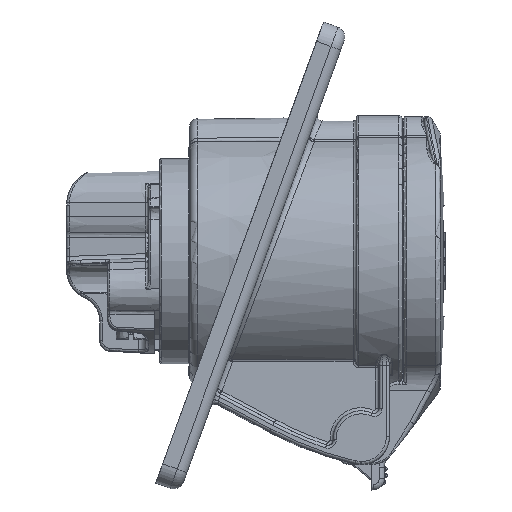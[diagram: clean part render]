
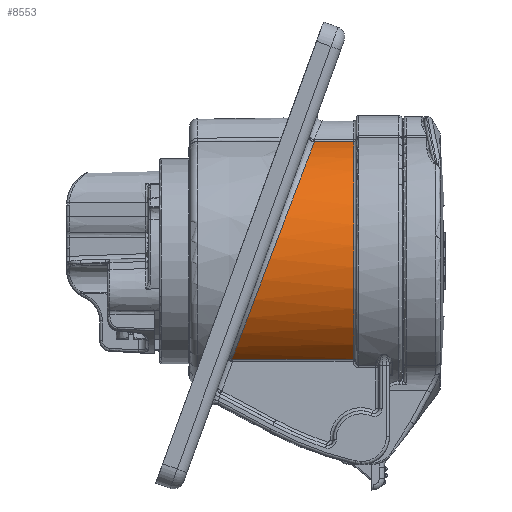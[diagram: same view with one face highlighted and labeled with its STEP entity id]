
A CAD part, left-side view. The second image highlights one B-rep face of the part: STEP entity #8553.
In plain terms, the highlighted cylindrical face has radius 24.05 mm (diameter 48.1 mm), a partial arc.
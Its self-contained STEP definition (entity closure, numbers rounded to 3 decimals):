
#138 = CARTESIAN_POINT ( 'NONE',  ( -33.296, 27.894, -4.903 ) ) ;
#1157 = DIRECTION ( 'NONE',  ( 0., 1., 0. ) ) ;
#1323 = ORIENTED_EDGE ( 'NONE', *, *, #44217, .T. ) ;
#1619 = CARTESIAN_POINT ( 'NONE',  ( -14.583, 9.5, -19.125 ) ) ;
#1962 = CARTESIAN_POINT ( 'NONE',  ( -14.552, 33.294, -19.148 ) ) ;
#5293 = VERTEX_POINT ( 'NONE', #16606 ) ;
#6368 = DIRECTION ( 'NONE',  ( 0., 0., -1. ) ) ;
#8234 = CIRCLE ( 'NONE', #74301, 24.05 ) ;
#8553 = ADVANCED_FACE ( 'NONE', ( #71913 ), #38090, .T. ) ;
#9658 = CARTESIAN_POINT ( 'NONE',  ( -14.537, 33.182, -19.159 ) ) ;
#12422 = VECTOR ( 'NONE', #1157, 1000. ) ;
#13524 = CARTESIAN_POINT ( 'NONE',  ( -14.543, 9.515, -19.155 ) ) ;
#16606 = CARTESIAN_POINT ( 'NONE',  ( -14.537, 9.52, -19.159 ) ) ;
#18981 = CARTESIAN_POINT ( 'NONE',  ( -28.363, 19.167, 18.117 ) ) ;
#21162 = ORIENTED_EDGE ( 'NONE', *, *, #60548, .T. ) ;
#21242 = CARTESIAN_POINT ( 'NONE',  ( -14.596, 9.5, -19.115 ) ) ;
#21836 = VERTEX_POINT ( 'NONE', #24142 ) ;
#24142 = CARTESIAN_POINT ( 'NONE',  ( -5.427, 9.5, 23.43 ) ) ;
#24833 = DIRECTION ( 'NONE',  ( 0., -1., 0. ) ) ;
#26757 = B_SPLINE_CURVE_WITH_KNOTS ( 'NONE', 3,
 ( #33943, #72289, #47794, #9658 ),
 .UNSPECIFIED., .F., .F.,
 ( 4, 4 ),
 ( 0., 0. ),
 .UNSPECIFIED. ) ;
#27793 = VECTOR ( 'NONE', #24833, 1000. ) ;
#29411 =( BOUNDED_CURVE ( )  B_SPLINE_CURVE ( 3, ( #76301, #18981, #138, #44621 ),
 .UNSPECIFIED., .F., .F. ) 
 B_SPLINE_CURVE_WITH_KNOTS ( ( 4, 4 ),
 ( 0.228, 2.492 ),
 .UNSPECIFIED. ) 
 CURVE ( )  GEOMETRIC_REPRESENTATION_ITEM ( )  RATIONAL_B_SPLINE_CURVE ( ( 1., 0.617, 0.617, 1. ) ) 
 REPRESENTATION_ITEM ( '' )  );
#33355 = CARTESIAN_POINT ( 'NONE',  ( -14.55, 9.511, -19.149 ) ) ;
#33391 = EDGE_CURVE ( 'NONE', #35201, #5293, #61640, .T. ) ;
#33943 = CARTESIAN_POINT ( 'NONE',  ( -14.552, 33.294, -19.148 ) ) ;
#35201 = VERTEX_POINT ( 'NONE', #44361 ) ;
#38090 = CYLINDRICAL_SURFACE ( 'NONE', #40833, 24.05 ) ;
#39719 = CARTESIAN_POINT ( 'NONE',  ( -14.569, 9.503, -19.135 ) ) ;
#40833 = AXIS2_PLACEMENT_3D ( 'NONE', #71008, #77382, #45423 ) ;
#44217 = EDGE_CURVE ( 'NONE', #77132, #35201, #26757, .T. ) ;
#44361 = CARTESIAN_POINT ( 'NONE',  ( -14.537, 33.182, -19.159 ) ) ;
#44472 = DIRECTION ( 'NONE',  ( 0., 1., 0. ) ) ;
#44621 = CARTESIAN_POINT ( 'NONE',  ( -14.552, 33.294, -19.148 ) ) ;
#45423 = DIRECTION ( 'NONE',  ( 0., 0., -1. ) ) ;
#46122 = CARTESIAN_POINT ( 'NONE',  ( -14.596, 9.5, -19.115 ) ) ;
#47794 = CARTESIAN_POINT ( 'NONE',  ( -14.537, 33.22, -19.159 ) ) ;
#48286 = CARTESIAN_POINT ( 'NONE',  ( -5.427, 17.153, 23.43 ) ) ;
#51343 = ORIENTED_EDGE ( 'NONE', *, *, #73559, .T. ) ;
#56003 = EDGE_LOOP ( 'NONE', ( #79937, #76709, #21162, #1323, #63773, #51343 ) ) ;
#57547 = VERTEX_POINT ( 'NONE', #21242 ) ;
#60395 = VERTEX_POINT ( 'NONE', #48286 ) ;
#60548 = EDGE_CURVE ( 'NONE', #60395, #77132, #29411, .T. ) ;
#61640 = LINE ( 'NONE', #69094, #27793 ) ;
#63199 = LINE ( 'NONE', #77334, #12422 ) ;
#63773 = ORIENTED_EDGE ( 'NONE', *, *, #33391, .T. ) ;
#65000 = CARTESIAN_POINT ( 'NONE',  ( -14.537, 9.52, -19.159 ) ) ;
#69094 = CARTESIAN_POINT ( 'NONE',  ( -14.537, 108.864, -19.159 ) ) ;
#70761 = EDGE_CURVE ( 'NONE', #21836, #60395, #63199, .T. ) ;
#71008 = CARTESIAN_POINT ( 'NONE',  ( 0., 108.864, 0. ) ) ;
#71913 = FACE_OUTER_BOUND ( 'NONE', #56003, .T. ) ;
#72289 = CARTESIAN_POINT ( 'NONE',  ( -14.542, 33.258, -19.156 ) ) ;
#73486 = EDGE_CURVE ( 'NONE', #57547, #21836, #8234, .T. ) ;
#73559 = EDGE_CURVE ( 'NONE', #5293, #57547, #79925, .T. ) ;
#74301 = AXIS2_PLACEMENT_3D ( 'NONE', #82567, #44472, #6368 ) ;
#76301 = CARTESIAN_POINT ( 'NONE',  ( -5.427, 17.153, 23.43 ) ) ;
#76709 = ORIENTED_EDGE ( 'NONE', *, *, #70761, .T. ) ;
#77132 = VERTEX_POINT ( 'NONE', #1962 ) ;
#77334 = CARTESIAN_POINT ( 'NONE',  ( -5.427, 108.864, 23.43 ) ) ;
#77382 = DIRECTION ( 'NONE',  ( 0., -1., 0. ) ) ;
#77814 = CARTESIAN_POINT ( 'NONE',  ( -14.557, 9.508, -19.144 ) ) ;
#79925 = B_SPLINE_CURVE_WITH_KNOTS ( 'NONE', 3,
 ( #65000, #13524, #33355, #77814, #39719, #1619, #46122 ),
 .UNSPECIFIED., .F., .F.,
 ( 4, 3, 4 ),
 ( 0., 0., 0. ),
 .UNSPECIFIED. ) ;
#79937 = ORIENTED_EDGE ( 'NONE', *, *, #73486, .T. ) ;
#82567 = CARTESIAN_POINT ( 'NONE',  ( 0., 9.5, 0. ) ) ;
